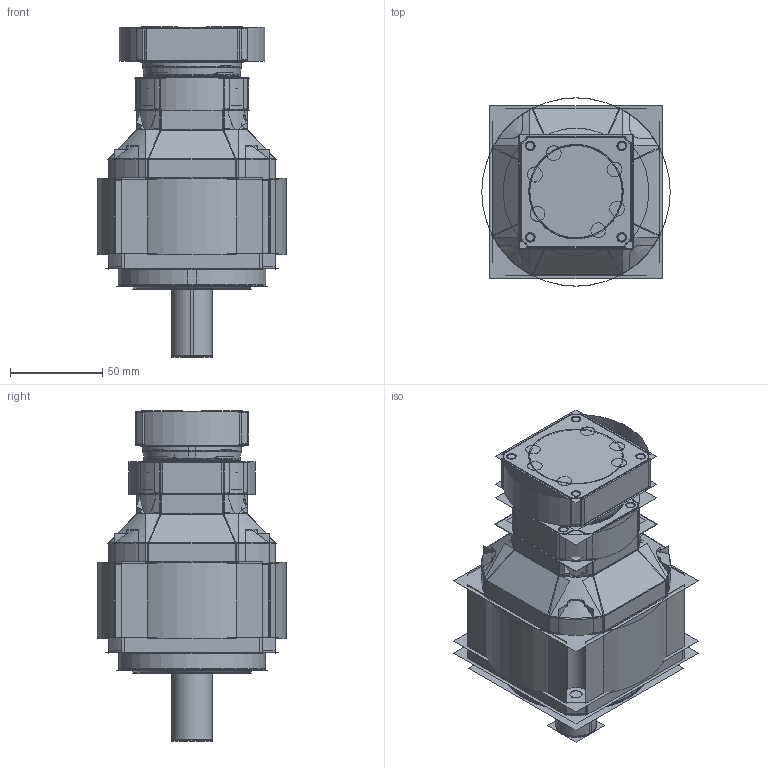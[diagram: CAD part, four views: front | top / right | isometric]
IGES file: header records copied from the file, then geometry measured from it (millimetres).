
Start section:  PTC IGES file: ab0902-p4120403.igs
Global section: file name: ab0902-p4120403.igs; native system: Pro/ENGINEER by Parametric Technology Corporation; preprocessor: 2006170; author: d00280; organization: Unknown; date: 20080221.111408; units: millimetre
Bounding box: 102 x 102 x 178.98 mm (x, y, z)
Surface area: 317636.9 mm2 (no closed solid volume)
Topology: 0 solids, 0 shells, 996 faces, 13509 edges, 17817 vertices
Faces by surface type: revolution 774, bspline 222
